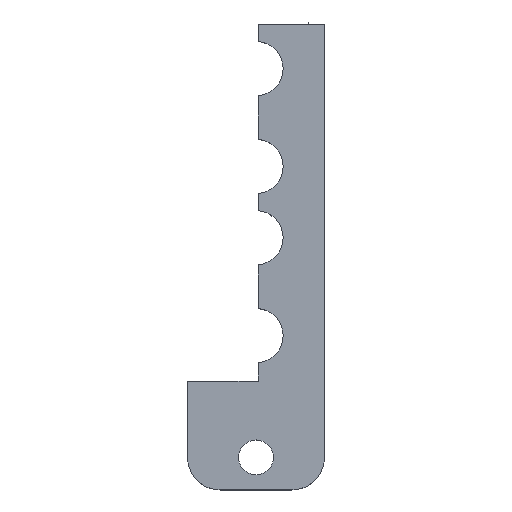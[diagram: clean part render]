
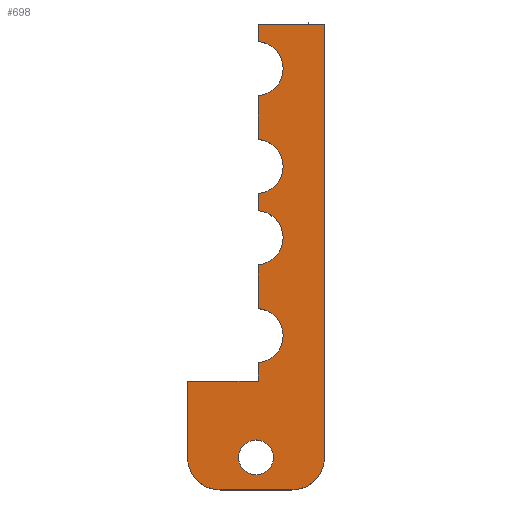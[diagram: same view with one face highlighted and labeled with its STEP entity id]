
A CAD part, top view. The second image highlights one B-rep face of the part: STEP entity #698.
In plain terms, the highlighted planar face has unit normal (0, 0, 1).
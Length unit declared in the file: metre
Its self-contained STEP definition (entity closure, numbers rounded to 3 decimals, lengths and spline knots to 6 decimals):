
#27=CIRCLE('',#754,0.0025);
#28=CIRCLE('',#755,0.0025);
#29=CIRCLE('',#756,0.0025);
#30=CIRCLE('',#757,0.0025);
#31=CIRCLE('',#758,0.003);
#32=CIRCLE('',#759,0.003);
#33=CIRCLE('',#760,0.0016);
#92=ORIENTED_EDGE('',*,*,#293,.F.);
#93=ORIENTED_EDGE('',*,*,#249,.F.);
#94=ORIENTED_EDGE('',*,*,#294,.T.);
#95=ORIENTED_EDGE('',*,*,#257,.F.);
#96=ORIENTED_EDGE('',*,*,#295,.T.);
#97=ORIENTED_EDGE('',*,*,#296,.F.);
#98=ORIENTED_EDGE('',*,*,#297,.F.);
#99=ORIENTED_EDGE('',*,*,#283,.F.);
#100=ORIENTED_EDGE('',*,*,#298,.F.);
#101=ORIENTED_EDGE('',*,*,#299,.F.);
#102=ORIENTED_EDGE('',*,*,#300,.F.);
#103=ORIENTED_EDGE('',*,*,#301,.T.);
#104=ORIENTED_EDGE('',*,*,#302,.T.);
#105=ORIENTED_EDGE('',*,*,#303,.T.);
#106=ORIENTED_EDGE('',*,*,#304,.T.);
#107=ORIENTED_EDGE('',*,*,#305,.F.);
#108=ORIENTED_EDGE('',*,*,#306,.T.);
#249=EDGE_CURVE('',#352,#353,#421,.T.);
#257=EDGE_CURVE('',#360,#361,#429,.T.);
#283=EDGE_CURVE('',#384,#385,#453,.T.);
#293=EDGE_CURVE('',#353,#391,#460,.T.);
#294=EDGE_CURVE('',#352,#361,#27,.T.);
#295=EDGE_CURVE('',#360,#392,#28,.T.);
#296=EDGE_CURVE('',#393,#392,#461,.T.);
#297=EDGE_CURVE('',#385,#393,#29,.T.);
#298=EDGE_CURVE('',#394,#384,#30,.T.);
#299=EDGE_CURVE('',#395,#394,#462,.T.);
#300=EDGE_CURVE('',#396,#395,#463,.T.);
#301=EDGE_CURVE('',#396,#397,#464,.T.);
#302=EDGE_CURVE('',#397,#398,#31,.T.);
#303=EDGE_CURVE('',#398,#399,#465,.T.);
#304=EDGE_CURVE('',#399,#400,#32,.T.);
#305=EDGE_CURVE('',#391,#400,#466,.T.);
#306=EDGE_CURVE('',#401,#401,#33,.F.);
#352=VERTEX_POINT('',#1003);
#353=VERTEX_POINT('',#1004);
#360=VERTEX_POINT('',#1019);
#361=VERTEX_POINT('',#1021);
#384=VERTEX_POINT('',#1072);
#385=VERTEX_POINT('',#1074);
#391=VERTEX_POINT('',#1092);
#392=VERTEX_POINT('',#1095);
#393=VERTEX_POINT('',#1097);
#394=VERTEX_POINT('',#1100);
#395=VERTEX_POINT('',#1102);
#396=VERTEX_POINT('',#1104);
#397=VERTEX_POINT('',#1106);
#398=VERTEX_POINT('',#1108);
#399=VERTEX_POINT('',#1110);
#400=VERTEX_POINT('',#1112);
#401=VERTEX_POINT('',#1115);
#421=LINE('',#1002,#503);
#429=LINE('',#1020,#511);
#453=LINE('',#1073,#535);
#460=LINE('',#1091,#542);
#461=LINE('',#1096,#543);
#462=LINE('',#1101,#544);
#463=LINE('',#1103,#545);
#464=LINE('',#1105,#546);
#465=LINE('',#1109,#547);
#466=LINE('',#1113,#548);
#503=VECTOR('',#804,1.);
#511=VECTOR('',#814,1.);
#535=VECTOR('',#848,1.);
#542=VECTOR('',#865,1.);
#543=VECTOR('',#870,1.);
#544=VECTOR('',#875,1.);
#545=VECTOR('',#876,1.);
#546=VECTOR('',#877,1.);
#547=VECTOR('',#880,1.);
#548=VECTOR('',#883,1.);
#591=EDGE_LOOP('',(#92,#93,#94,#95,#96,#97,#98,#99,#100,#101,#102,#103,
#104,#105,#106,#107));
#592=EDGE_LOOP('',(#108));
#631=FACE_BOUND('',#591,.T.);
#632=FACE_BOUND('',#592,.T.);
#671=PLANE('',#753);
#698=ADVANCED_FACE('',(#631,#632),#671,.T.);
#753=AXIS2_PLACEMENT_3D('',#1090,#863,#864);
#754=AXIS2_PLACEMENT_3D('',#1093,#866,#867);
#755=AXIS2_PLACEMENT_3D('',#1094,#868,#869);
#756=AXIS2_PLACEMENT_3D('',#1098,#871,#872);
#757=AXIS2_PLACEMENT_3D('',#1099,#873,#874);
#758=AXIS2_PLACEMENT_3D('',#1107,#878,#879);
#759=AXIS2_PLACEMENT_3D('',#1111,#881,#882);
#760=AXIS2_PLACEMENT_3D('',#1114,#884,#885);
#804=DIRECTION('',(0.,1.,0.));
#814=DIRECTION('',(0.,1.,0.));
#848=DIRECTION('',(0.,1.,0.));
#863=DIRECTION('',(0.,0.,1.));
#864=DIRECTION('',(1.,0.,0.));
#865=DIRECTION('',(1.,0.,0.));
#866=DIRECTION('',(0.,0.,-1.));
#867=DIRECTION('',(1.,0.,0.));
#868=DIRECTION('',(0.,0.,-1.));
#869=DIRECTION('',(1.,0.,0.));
#870=DIRECTION('',(0.,1.,0.));
#871=DIRECTION('',(0.,0.,1.));
#872=DIRECTION('',(1.,0.,0.));
#873=DIRECTION('',(0.,0.,1.));
#874=DIRECTION('',(1.,0.,0.));
#875=DIRECTION('',(0.,1.,0.));
#876=DIRECTION('',(1.,0.,0.));
#877=DIRECTION('',(0.,-1.,0.));
#878=DIRECTION('',(0.,0.,1.));
#879=DIRECTION('',(1.,0.,0.));
#880=DIRECTION('',(1.,0.,0.));
#881=DIRECTION('',(0.,0.,1.));
#882=DIRECTION('',(1.,0.,0.));
#883=DIRECTION('',(0.,-1.,0.));
#884=DIRECTION('',(0.,0.,1.));
#885=DIRECTION('',(1.,0.,0.));
#1002=CARTESIAN_POINT('',(0.0002,0.015687,0.002));
#1003=CARTESIAN_POINT('',(0.0002,0.014786,0.002));
#1004=CARTESIAN_POINT('',(0.0002,0.016383,0.002));
#1019=CARTESIAN_POINT('',(0.0002,0.005777,0.002));
#1020=CARTESIAN_POINT('',(0.0002,0.007786,0.002));
#1021=CARTESIAN_POINT('',(0.0002,0.009794,0.002));
#1072=CARTESIAN_POINT('',(0.0002,-0.009794,0.002));
#1073=CARTESIAN_POINT('',(0.0002,0.,0.002));
#1074=CARTESIAN_POINT('',(0.0002,-0.005777,0.002));
#1090=CARTESIAN_POINT('',(0.,0.,0.002));
#1091=CARTESIAN_POINT('',(0.,0.016383,0.002));
#1092=CARTESIAN_POINT('',(0.0063,0.016383,0.002));
#1093=CARTESIAN_POINT('',(0.,0.01229,0.002));
#1094=CARTESIAN_POINT('',(0.,0.003281,0.002));
#1095=CARTESIAN_POINT('',(0.0002,0.000785,0.002));
#1096=CARTESIAN_POINT('',(0.0002,0.,0.002));
#1097=CARTESIAN_POINT('',(0.0002,-0.000785,0.002));
#1098=CARTESIAN_POINT('',(0.,-0.003281,0.002));
#1099=CARTESIAN_POINT('',(0.,-0.01229,0.002));
#1100=CARTESIAN_POINT('',(0.0002,-0.014786,0.002));
#1101=CARTESIAN_POINT('',(0.0002,-0.015636,0.002));
#1102=CARTESIAN_POINT('',(0.0002,-0.016482,0.002));
#1103=CARTESIAN_POINT('',(0.,-0.016482,0.002));
#1104=CARTESIAN_POINT('',(-0.0063,-0.016482,0.002));
#1105=CARTESIAN_POINT('',(-0.0063,0.,0.002));
#1106=CARTESIAN_POINT('',(-0.0063,-0.0235,0.002));
#1107=CARTESIAN_POINT('',(-0.0033,-0.0235,0.002));
#1108=CARTESIAN_POINT('',(-0.0033,-0.0265,0.002));
#1109=CARTESIAN_POINT('',(0.,-0.0265,0.002));
#1110=CARTESIAN_POINT('',(0.0033,-0.0265,0.002));
#1111=CARTESIAN_POINT('',(0.0033,-0.0235,0.002));
#1112=CARTESIAN_POINT('',(0.0063,-0.0235,0.002));
#1113=CARTESIAN_POINT('',(0.0063,0.,0.002));
#1114=CARTESIAN_POINT('',(0.,-0.0235,0.002));
#1115=CARTESIAN_POINT('',(0.0016,-0.0235,0.002));
